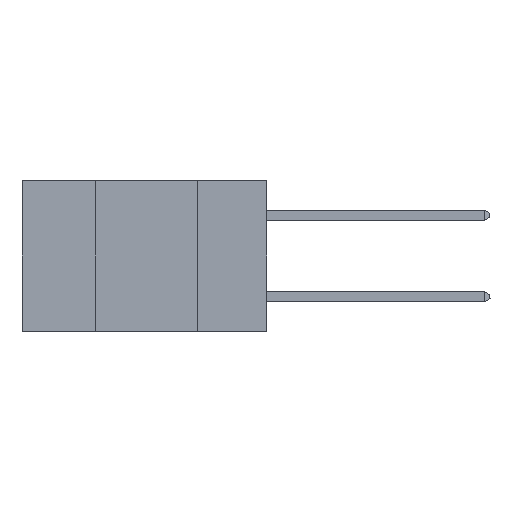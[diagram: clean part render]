
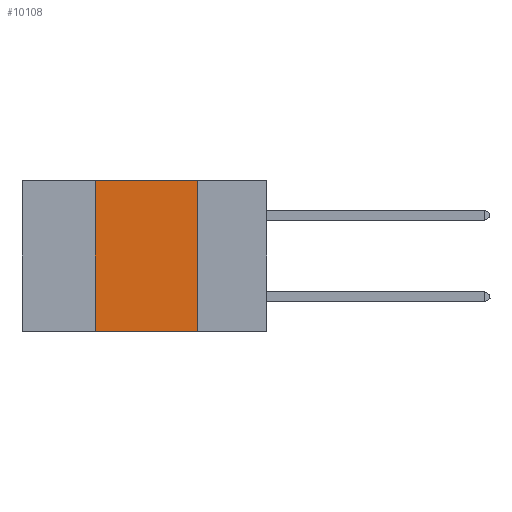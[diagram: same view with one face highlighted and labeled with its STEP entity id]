
A CAD part, left-side view. The second image highlights one B-rep face of the part: STEP entity #10108.
In plain terms, the highlighted planar face has unit normal (-1, 0, 0).
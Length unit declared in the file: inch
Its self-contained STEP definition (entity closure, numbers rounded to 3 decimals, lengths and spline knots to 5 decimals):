
#16 = LINE ( 'NONE', #9536, #11363 ) ;
#330 = CARTESIAN_POINT ( 'NONE',  ( 0., 0.42, 0. ) ) ;
#556 = CARTESIAN_POINT ( 'NONE',  ( 0., 0.6, 0. ) ) ;
#680 = AXIS2_PLACEMENT_3D ( 'NONE', #11746, #5165, #13984 ) ;
#900 = VECTOR ( 'NONE', #3496, 39.37008 ) ;
#1216 = CARTESIAN_POINT ( 'NONE',  ( 0., 0.42, -0.37 ) ) ;
#1240 = CARTESIAN_POINT ( 'NONE',  ( 0., 0.17, 0. ) ) ;
#2973 = VECTOR ( 'NONE', #11613, 39.37008 ) ;
#3496 = DIRECTION ( 'NONE',  ( 0., 0., 1. ) ) ;
#3961 = ORIENTED_EDGE ( 'NONE', *, *, #10415, .F. ) ;
#4213 = PLANE ( 'NONE',  #680 ) ;
#4843 = VERTEX_POINT ( 'NONE', #13794 ) ;
#4847 = LINE ( 'NONE', #330, #900 ) ;
#5165 = DIRECTION ( 'NONE',  ( 1., 0., 0. ) ) ;
#5248 = VERTEX_POINT ( 'NONE', #1216 ) ;
#5787 = ORIENTED_EDGE ( 'NONE', *, *, #10296, .T. ) ;
#6904 = VERTEX_POINT ( 'NONE', #1240 ) ;
#8094 = DIRECTION ( 'NONE',  ( 0., 0., -1. ) ) ;
#8197 = ORIENTED_EDGE ( 'NONE', *, *, #9501, .F. ) ;
#9501 = EDGE_CURVE ( 'NONE', #6904, #12273, #10363, .T. ) ;
#9536 = CARTESIAN_POINT ( 'NONE',  ( 0., 0.6, -0.37 ) ) ;
#9823 = FACE_OUTER_BOUND ( 'NONE', #11338, .T. ) ;
#10108 = ADVANCED_FACE ( 'NONE', ( #9823 ), #4213, .F. ) ;
#10296 = EDGE_CURVE ( 'NONE', #5248, #12273, #16, .T. ) ;
#10363 = LINE ( 'NONE', #14250, #12634 ) ;
#10364 = CARTESIAN_POINT ( 'NONE',  ( 0., 0.17, -0.37 ) ) ;
#10415 = EDGE_CURVE ( 'NONE', #4843, #6904, #13987, .T. ) ;
#11338 = EDGE_LOOP ( 'NONE', ( #8197, #3961, #11854, #5787 ) ) ;
#11363 = VECTOR ( 'NONE', #13996, 39.37008 ) ;
#11613 = DIRECTION ( 'NONE',  ( 0., -1., 0. ) ) ;
#11712 = EDGE_CURVE ( 'NONE', #5248, #4843, #4847, .T. ) ;
#11746 = CARTESIAN_POINT ( 'NONE',  ( 0., 0.6, 0. ) ) ;
#11854 = ORIENTED_EDGE ( 'NONE', *, *, #11712, .F. ) ;
#12273 = VERTEX_POINT ( 'NONE', #10364 ) ;
#12634 = VECTOR ( 'NONE', #8094, 39.37008 ) ;
#13794 = CARTESIAN_POINT ( 'NONE',  ( 0., 0.42, 0. ) ) ;
#13984 = DIRECTION ( 'NONE',  ( 0., 0., -1. ) ) ;
#13987 = LINE ( 'NONE', #556, #2973 ) ;
#13996 = DIRECTION ( 'NONE',  ( 0., -1., 0. ) ) ;
#14250 = CARTESIAN_POINT ( 'NONE',  ( 0., 0.17, 0. ) ) ;
